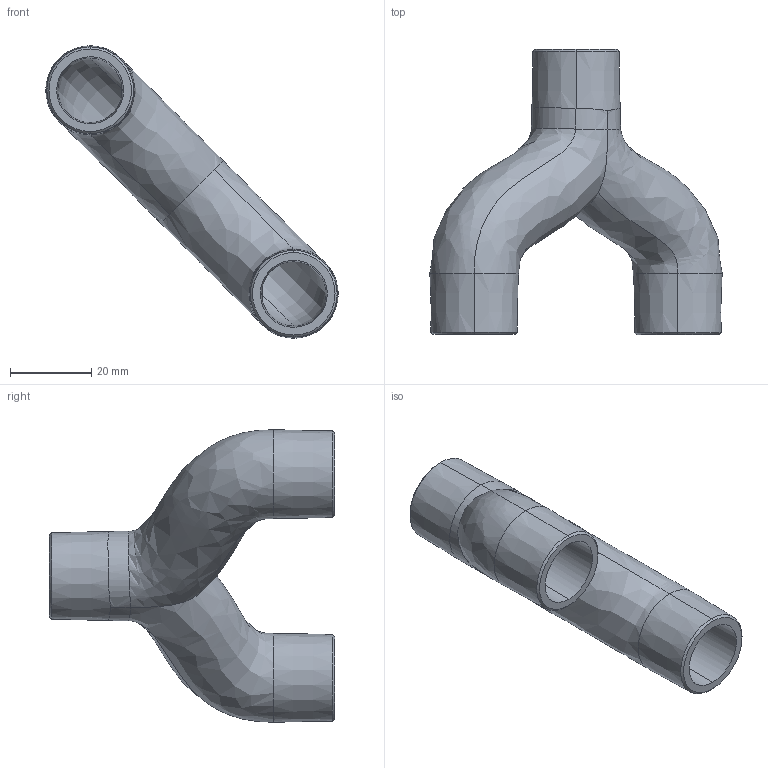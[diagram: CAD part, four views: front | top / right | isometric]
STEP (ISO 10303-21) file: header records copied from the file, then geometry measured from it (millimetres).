
FILE_DESCRIPTION (( 'STEP AP203' ), '1' );
FILE_NAME ('2WayValveV1_0_1.STEP', '2020-03-18T18:19:04', ( '' ), ( '' ), 'SwSTEP 2.0', 'SolidWorks 2019', '' );
FILE_SCHEMA (( 'CONFIG_CONTROL_DESIGN' ));
Length unit declared in the file: millimetre
Products named in the file (2): 2WayValveV1_0_1
Bounding box: 71.81 x 70 x 71.81 mm (x, y, z)
Volume: 24244.8 mm3; surface area: 17138.9 mm2
Topology: 1 solids, 1 shells, 43 faces, 110 edges, 68 vertices
Faces by surface type: bspline 20, cone 16, plane 5, cylinder 2
Entity records: 30638 total; most frequent: CARTESIAN_POINT 29636, ORIENTED_EDGE 220, EDGE_CURVE 110, DIRECTION 110, VERTEX_POINT 68, B_SPLINE_CURVE_WITH_KNOTS 68, AXIS2_PLACEMENT_3D 47, EDGE_LOOP 46
